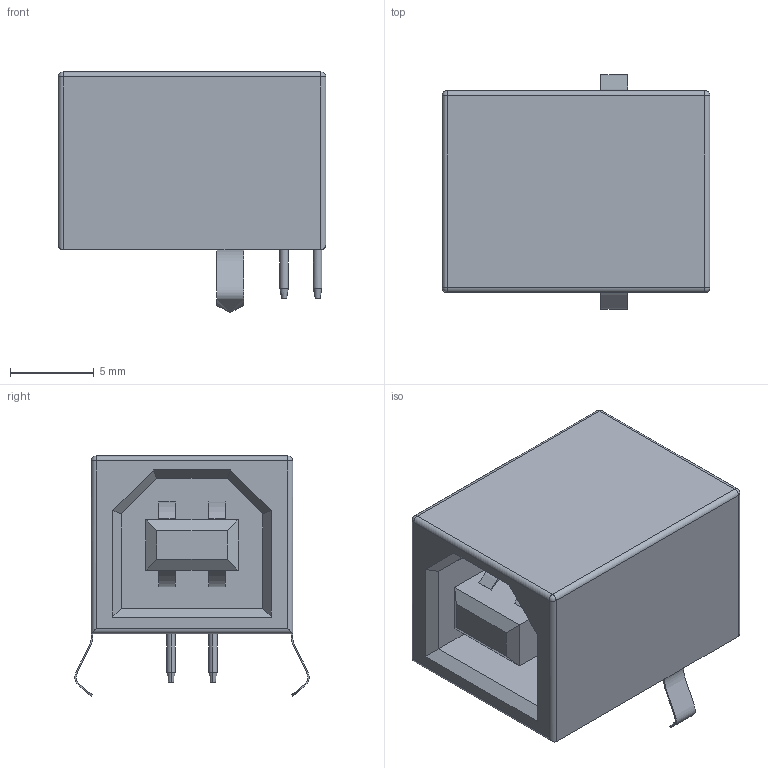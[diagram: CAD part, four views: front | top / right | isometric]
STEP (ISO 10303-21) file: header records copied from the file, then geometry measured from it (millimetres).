
FILE_DESCRIPTION (( 'STEP AP214' ), '1' );
FILE_NAME ('USB-B-PTH.STEP', '2015-09-29T22:27:20', ( '' ), ( '' ), 'SwSTEP 2.0', 'SolidWorks 2014', '' );
FILE_SCHEMA (( 'AUTOMOTIVE_DESIGN' ));
Length unit declared in the file: millimetre
Products named in the file (1): USB-B-PTH
Bounding box: 16 x 14 x 14.34 mm (x, y, z)
Volume: 1639.1 mm3; surface area: 1466.9 mm2
Topology: 3 solids, 3 shells, 104 faces, 244 edges, 146 vertices
Faces by surface type: plane 54, cylinder 32, cone 8, bspline 6, sphere 4
Entity records: 3124 total; most frequent: CARTESIAN_POINT 727, DIRECTION 484, ORIENTED_EDGE 480, EDGE_CURVE 240, AXIS2_PLACEMENT_3D 167, LINE 150, VECTOR 150, VERTEX_POINT 146
